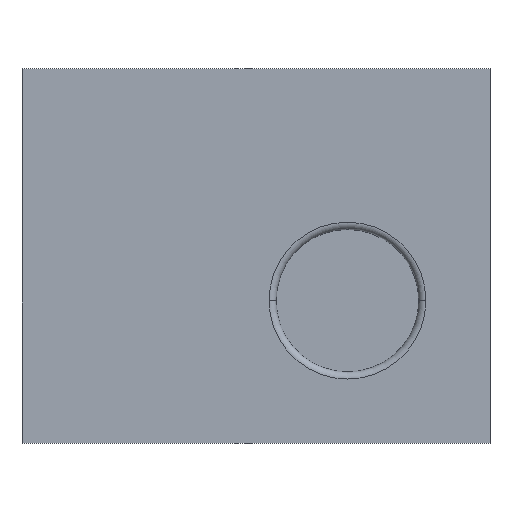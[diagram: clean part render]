
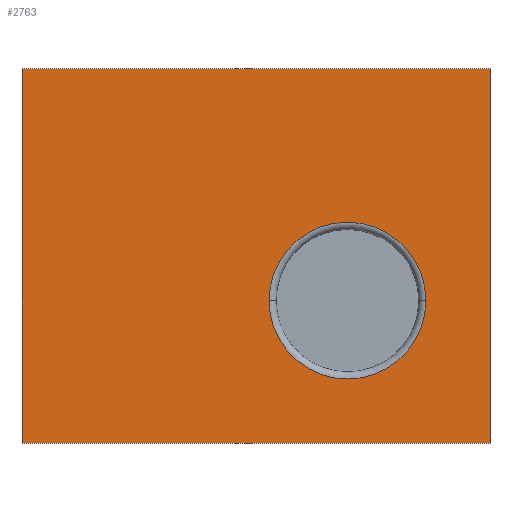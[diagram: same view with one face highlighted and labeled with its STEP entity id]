
A CAD part, top view. The second image highlights one B-rep face of the part: STEP entity #2763.
In plain terms, the highlighted planar face has unit normal (0, 0, 1).
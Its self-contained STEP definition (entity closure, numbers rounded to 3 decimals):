
#2574 = CARTESIAN_POINT ( 'NONE',  ( 0.092, -0.314, 0.62 ) ) ;
#2575 = VERTEX_POINT ( 'NONE', #2574 ) ;
#2576 = CARTESIAN_POINT ( 'NONE',  ( 1.192, -0.314, 0.62 ) ) ;
#2577 = VERTEX_POINT ( 'NONE', #2576 ) ;
#2578 = CARTESIAN_POINT ( 'NONE',  ( 0.642, -0.314, 0.62 ) ) ;
#2579 = DIRECTION ( 'NONE',  ( 0., 0., -1. ) ) ;
#2580 = DIRECTION ( 'NONE',  ( 1., 0., 0. ) ) ;
#2581 = AXIS2_PLACEMENT_3D ( 'NONE', #2578, #2579, #2580 ) ;
#2582 = CIRCLE ( 'NONE', #2581, 0.55) ;
#2583 = EDGE_CURVE ( 'NONE', #2575, #2577, #2582, .T. ) ;
#2628 = CARTESIAN_POINT ( 'NONE',  ( 1.642, -1.314, 0.62 ) ) ;
#2629 = VERTEX_POINT ( 'NONE', #2628 ) ;
#2636 = CARTESIAN_POINT ( 'NONE',  ( -1.642, -1.314, 0.62 ) ) ;
#2637 = VERTEX_POINT ( 'NONE', #2636 ) ;
#2638 = CARTESIAN_POINT ( 'NONE',  ( 1.642, -1.314, 0.62 ) ) ;
#2639 = DIRECTION ( 'NONE',  ( 1., 0., 0. ) ) ;
#2640 = VECTOR ( 'NONE', #2639, 1000. ) ;
#2641 = LINE ( 'NONE', #2638, #2640 ) ;
#2642 = EDGE_CURVE ( 'NONE', #2637, #2629, #2641, .T. ) ;
#2666 = CARTESIAN_POINT ( 'NONE',  ( 1.642, 1.314, 0.62 ) ) ;
#2667 = VERTEX_POINT ( 'NONE', #2666 ) ;
#2674 = CARTESIAN_POINT ( 'NONE',  ( 1.642, 1.314, 0.62 ) ) ;
#2675 = DIRECTION ( 'NONE',  ( 0., 1., 0. ) ) ;
#2676 = VECTOR ( 'NONE', #2675, 1000. ) ;
#2677 = LINE ( 'NONE', #2674, #2676 ) ;
#2678 = EDGE_CURVE ( 'NONE', #2629, #2667, #2677, .T. ) ;
#2697 = CARTESIAN_POINT ( 'NONE',  ( -1.642, 1.314, 0.62 ) ) ;
#2698 = VERTEX_POINT ( 'NONE', #2697 ) ;
#2705 = CARTESIAN_POINT ( 'NONE',  ( 1.642, 1.314, 0.62 ) ) ;
#2706 = DIRECTION ( 'NONE',  ( -1., 0., 0. ) ) ;
#2707 = VECTOR ( 'NONE', #2706, 1000. ) ;
#2708 = LINE ( 'NONE', #2705, #2707 ) ;
#2709 = EDGE_CURVE ( 'NONE', #2667, #2698, #2708, .T. ) ;
#2727 = CARTESIAN_POINT ( 'NONE',  ( -1.642, 1.314, 0.62 ) ) ;
#2728 = DIRECTION ( 'NONE',  ( 0., -1., 0. ) ) ;
#2729 = VECTOR ( 'NONE', #2728, 1000. ) ;
#2730 = LINE ( 'NONE', #2727, #2729 ) ;
#2731 = EDGE_CURVE ( 'NONE', #2698, #2637, #2730, .T. ) ;
#2742 = CARTESIAN_POINT ( 'NONE',  ( 0.642, -0.314, 0.62 ) ) ;
#2743 = DIRECTION ( 'NONE',  ( 0., 0., -1. ) ) ;
#2744 = DIRECTION ( 'NONE',  ( 1., 0., 0. ) ) ;
#2745 = AXIS2_PLACEMENT_3D ( 'NONE', #2742, #2743, #2744 ) ;
#2746 = CIRCLE ( 'NONE', #2745, 0.55) ;
#2747 = EDGE_CURVE ( 'NONE', #2577, #2575, #2746, .T. ) ;
#2748 = ORIENTED_EDGE ( 'NONE', *, *, #2747, .T. ) ;
#2749 = ORIENTED_EDGE ( 'NONE', *, *, #2583, .T. ) ;
#2750 = EDGE_LOOP ( 'NONE', ( #2748, #2749 ) ) ;
#2751 = FACE_BOUND ( 'NONE', #2750, .T. ) ;
#2752 = ORIENTED_EDGE ( 'NONE', *, *, #2642, .T. ) ;
#2753 = ORIENTED_EDGE ( 'NONE', *, *, #2678, .T. ) ;
#2754 = ORIENTED_EDGE ( 'NONE', *, *, #2709, .T. ) ;
#2755 = ORIENTED_EDGE ( 'NONE', *, *, #2731, .T. ) ;
#2756 = EDGE_LOOP ( 'NONE', ( #2752, #2753, #2754, #2755 ) ) ;
#2757 = FACE_OUTER_BOUND ( 'NONE', #2756, .T. ) ;
#2758 = CARTESIAN_POINT ( 'NONE',  ( 0., 0., 0.62 ) ) ;
#2759 = DIRECTION ( 'NONE',  ( 0., 0., 1. ) ) ;
#2760 = DIRECTION ( 'NONE',  ( 1., 0., 0. ) ) ;
#2761 = AXIS2_PLACEMENT_3D ( 'NONE', #2758, #2759, #2760 ) ;
#2762 = PLANE ( 'NONE', #2761 ) ;
#2763 = ADVANCED_FACE ( 'NONE', ( #2751, #2757 ), #2762, .T. ) ;
